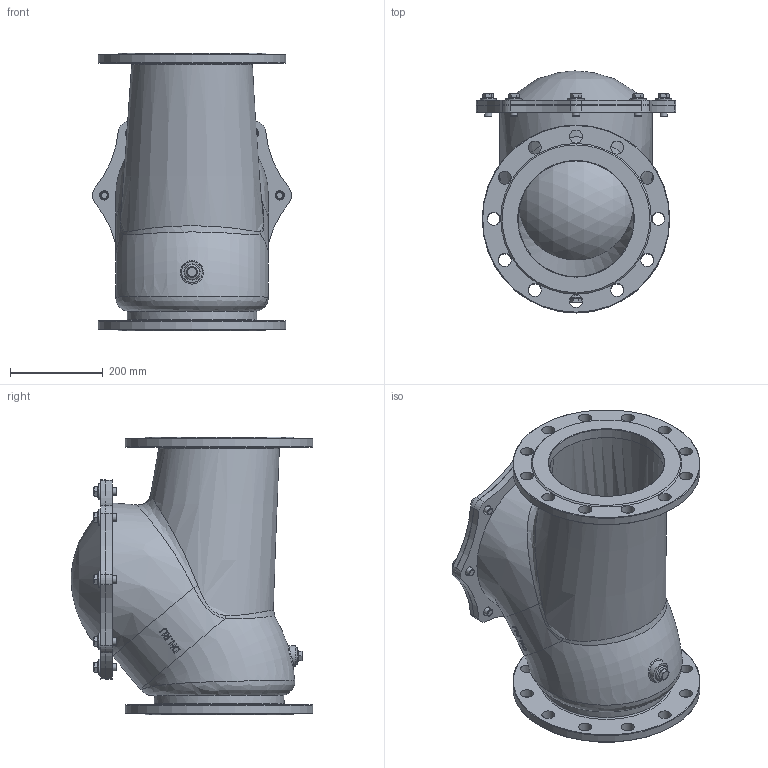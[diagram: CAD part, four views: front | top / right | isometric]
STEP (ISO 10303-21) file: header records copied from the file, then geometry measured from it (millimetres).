
FILE_DESCRIPTION(/* description */ (''),/* implementation_level */ '2;1');
FILE_NAME(/* name */ 'DN250_3D_STEP.stp',/* time_stamp */ '2023-12-23T00:20:40+03:00',/* author */ ('igorr'),/* organization */ (''),/* preprocessor_version */ 'ST-DEVELOPER v19.2',/* originating_system */ 'Autodesk Inventor 2023',/* authorisation */ '');
FILE_SCHEMA (('AUTOMOTIVE_DESIGN { 1 0 10303 214 3 1 1 }'));
Length unit declared in the file: millimetre
Products named in the file (4): Сборка; Деталь1; Деталь2; DIN 6921 - M16 x 35
Assembly tree (11 placements, depth 2):
  Сборка
    Деталь1
    Деталь2
    DIN 6921 - M16 x 35  x9
Bounding box: 430.26 x 522.34 x 600 mm (x, y, z)
Volume: 35647402.1 mm3; surface area: 2109707.9 mm2
Topology: 11 solids, 13 shells, 376 faces, 953 edges, 627 vertices
Faces by surface type: plane 187, cylinder 100, bspline 35, cone 35, torus 15, sphere 4
Full cylindrical faces by diameter (mm): 16 x9, 20 x17, 28 x24, 45 x1, 250 x2, 280 x1, 320.439 x1, 405 x2
Entity records: 9557 total; most frequent: CARTESIAN_POINT 3733, DIRECTION 1132, ORIENTED_EDGE 1116, EDGE_CURVE 558, AXIS2_PLACEMENT_3D 484, VERTEX_POINT 371, EDGE_LOOP 315, FACE_OUTER_BOUND 216
